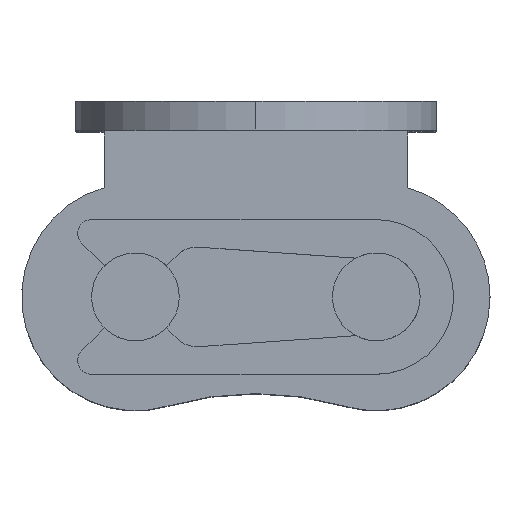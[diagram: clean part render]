
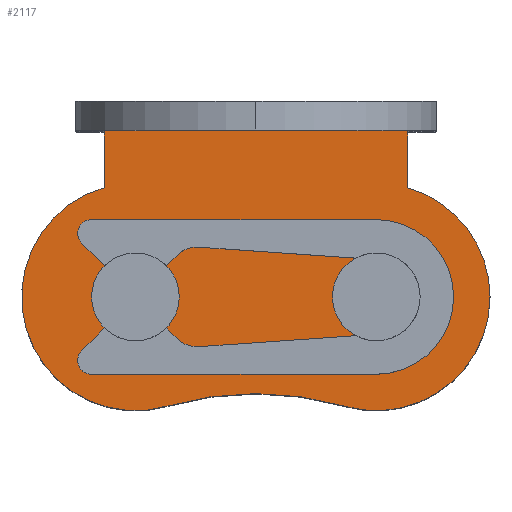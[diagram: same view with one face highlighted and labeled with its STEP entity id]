
A CAD part, top view. The second image highlights one B-rep face of the part: STEP entity #2117.
In plain terms, the highlighted planar face has unit normal (0, 0, 1).
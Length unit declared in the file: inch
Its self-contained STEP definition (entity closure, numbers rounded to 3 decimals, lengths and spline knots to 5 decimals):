
#1 = EDGE_CURVE ( 'NONE', #603, #2268, #1075, .T. ) ;
#11 = DIRECTION ( 'NONE',  ( 1., 0., 0. ) ) ;
#16 = CIRCLE ( 'NONE', #1916, 0.03868 ) ;
#22 = CARTESIAN_POINT ( 'NONE',  ( 0.08632, 0., 0.1245 ) ) ;
#67 = CARTESIAN_POINT ( 'NONE',  ( 0.3125, -0.21627, 0.1245 ) ) ;
#71 = ORIENTED_EDGE ( 'NONE', *, *, #1761, .F. ) ;
#73 = VERTEX_POINT ( 'NONE', #922 ) ;
#93 = ORIENTED_EDGE ( 'NONE', *, *, #1109, .F. ) ;
#113 = CARTESIAN_POINT ( 'NONE',  ( 0.25, -0.43253, 0.1245 ) ) ;
#192 = DIRECTION ( 'NONE',  ( 0., 0., 1. ) ) ;
#207 = DIRECTION ( 'NONE',  ( 0., 0., 1. ) ) ;
#221 = DIRECTION ( 'NONE',  ( 0., 1., 0. ) ) ;
#309 = DIRECTION ( 'NONE',  ( -1., 0., 0. ) ) ;
#329 = DIRECTION ( 'NONE',  ( 0., 0., -1. ) ) ;
#356 = VECTOR ( 'NONE', #221, 39.37008 ) ;
#378 = DIRECTION ( 'NONE',  ( 0., 0., 1. ) ) ;
#410 = DIRECTION ( 'NONE',  ( 0., 0., 1. ) ) ;
#435 = VERTEX_POINT ( 'NONE', #455 ) ;
#446 = FACE_BOUND ( 'NONE', #1524, .T. ) ;
#451 = CARTESIAN_POINT ( 'NONE',  ( 0.375, 0., 0.1245 ) ) ;
#455 = CARTESIAN_POINT ( 'NONE',  ( 0.41367, 0., 0.1245 ) ) ;
#462 = CARTESIAN_POINT ( 'NONE',  ( 0.375, 0., 0.1245 ) ) ;
#476 = EDGE_LOOP ( 'NONE', ( #1938, #71 ) ) ;
#484 = CARTESIAN_POINT ( 'NONE',  ( 0.40748, -19685.03937, 0.1245 ) ) ;
#501 = CARTESIAN_POINT ( 'NONE',  ( 0.40748, 0.11344, 0.1245 ) ) ;
#505 = CARTESIAN_POINT ( 'NONE',  ( 0.34224, -0.11336, 0.1245 ) ) ;
#520 = AXIS2_PLACEMENT_3D ( 'NONE', #67, #1152, #1660 ) ;
#538 = DIRECTION ( 'NONE',  ( 1., 0., 0. ) ) ;
#602 = VERTEX_POINT ( 'NONE', #501 ) ;
#603 = VERTEX_POINT ( 'NONE', #1718 ) ;
#620 = CIRCLE ( 'NONE', #1582, 0.118 ) ;
#667 = CIRCLE ( 'NONE', #816, 0.03867 ) ;
#670 = DIRECTION ( 'NONE',  ( 0., 1., 0. ) ) ;
#693 = CIRCLE ( 'NONE', #1877, 0.118 ) ;
#710 = EDGE_CURVE ( 'NONE', #603, #1755, #693, .T. ) ;
#717 = CARTESIAN_POINT ( 'NONE',  ( 0.33632, 0., 0.1245 ) ) ;
#767 = ORIENTED_EDGE ( 'NONE', *, *, #1940, .T. ) ;
#816 = AXIS2_PLACEMENT_3D ( 'NONE', #451, #1158, #1525 ) ;
#826 = ORIENTED_EDGE ( 'NONE', *, *, #2237, .T. ) ;
#827 = DIRECTION ( 'NONE',  ( 1., 0., 0. ) ) ;
#864 = LINE ( 'NONE', #484, #1805 ) ;
#883 = AXIS2_PLACEMENT_3D ( 'NONE', #462, #1170, #827 ) ;
#889 = DIRECTION ( 'NONE',  ( 1., 0., 0. ) ) ;
#908 = DIRECTION ( 'NONE',  ( -1., 0., 0. ) ) ;
#919 = CARTESIAN_POINT ( 'NONE',  ( 0.375, 0., 0.1245 ) ) ;
#922 = CARTESIAN_POINT ( 'NONE',  ( 0.40748, 0.1723, 0.1245 ) ) ;
#937 = VERTEX_POINT ( 'NONE', #717 ) ;
#940 = PLANE ( 'NONE',  #520 ) ;
#945 = ORIENTED_EDGE ( 'NONE', *, *, #2265, .T. ) ;
#954 = EDGE_CURVE ( 'NONE', #1822, #1665, #1367, .T. ) ;
#961 = AXIS2_PLACEMENT_3D ( 'NONE', #113, #329, #309 ) ;
#988 = EDGE_CURVE ( 'NONE', #1852, #1336, #620, .T. ) ;
#1003 = ORIENTED_EDGE ( 'NONE', *, *, #1835, .T. ) ;
#1015 = ORIENTED_EDGE ( 'NONE', *, *, #954, .F. ) ;
#1019 = ORIENTED_EDGE ( 'NONE', *, *, #710, .T. ) ;
#1029 = CARTESIAN_POINT ( 'NONE',  ( 0.125, 0., 0.1245 ) ) ;
#1075 = LINE ( 'NONE', #1438, #356 ) ;
#1109 = EDGE_CURVE ( 'NONE', #1665, #1822, #16, .T. ) ;
#1146 = CIRCLE ( 'NONE', #961, 0.33223 ) ;
#1152 = DIRECTION ( 'NONE',  ( 0., 0., 1. ) ) ;
#1158 = DIRECTION ( 'NONE',  ( 0., 0., 1. ) ) ;
#1159 = DIRECTION ( 'NONE',  ( 0., 0., 1. ) ) ;
#1170 = DIRECTION ( 'NONE',  ( 0., 0., 1. ) ) ;
#1184 = VECTOR ( 'NONE', #908, 39.37008 ) ;
#1250 = LINE ( 'NONE', #1437, #1184 ) ;
#1311 = EDGE_LOOP ( 'NONE', ( #945, #1508, #1003, #826, #767, #1371, #1019 ) ) ;
#1336 = VERTEX_POINT ( 'NONE', #1383 ) ;
#1350 = CARTESIAN_POINT ( 'NONE',  ( 0.16367, 0., 0.1245 ) ) ;
#1367 = CIRCLE ( 'NONE', #1615, 0.03868 ) ;
#1371 = ORIENTED_EDGE ( 'NONE', *, *, #1, .F. ) ;
#1383 = CARTESIAN_POINT ( 'NONE',  ( 0.493, 0., 0.1245 ) ) ;
#1407 = CIRCLE ( 'NONE', #883, 0.118 ) ;
#1437 = CARTESIAN_POINT ( 'NONE',  ( 0.40748, 0.1723, 0.1245 ) ) ;
#1438 = CARTESIAN_POINT ( 'NONE',  ( 0.09252, -19685.03937, 0.1245 ) ) ;
#1508 = ORIENTED_EDGE ( 'NONE', *, *, #988, .T. ) ;
#1524 = EDGE_LOOP ( 'NONE', ( #93, #1015 ) ) ;
#1525 = DIRECTION ( 'NONE',  ( 1., 0., 0. ) ) ;
#1582 = AXIS2_PLACEMENT_3D ( 'NONE', #919, #410, #538 ) ;
#1615 = AXIS2_PLACEMENT_3D ( 'NONE', #1775, #207, #2134 ) ;
#1660 = DIRECTION ( 'NONE',  ( -1., 0., 0. ) ) ;
#1665 = VERTEX_POINT ( 'NONE', #22 ) ;
#1715 = DIRECTION ( 'NONE',  ( 1., 0., 0. ) ) ;
#1718 = CARTESIAN_POINT ( 'NONE',  ( 0.09252, 0.11344, 0.1245 ) ) ;
#1750 = CARTESIAN_POINT ( 'NONE',  ( 0.125, 0., 0.1245 ) ) ;
#1755 = VERTEX_POINT ( 'NONE', #2027 ) ;
#1761 = EDGE_CURVE ( 'NONE', #435, #937, #667, .T. ) ;
#1775 = CARTESIAN_POINT ( 'NONE',  ( 0.125, 0., 0.1245 ) ) ;
#1803 = CIRCLE ( 'NONE', #1846, 0.03867 ) ;
#1805 = VECTOR ( 'NONE', #670, 39.37008 ) ;
#1818 = FACE_OUTER_BOUND ( 'NONE', #1311, .T. ) ;
#1822 = VERTEX_POINT ( 'NONE', #1350 ) ;
#1835 = EDGE_CURVE ( 'NONE', #1336, #602, #1407, .T. ) ;
#1846 = AXIS2_PLACEMENT_3D ( 'NONE', #1968, #378, #889 ) ;
#1852 = VERTEX_POINT ( 'NONE', #505 ) ;
#1877 = AXIS2_PLACEMENT_3D ( 'NONE', #1029, #1159, #1715 ) ;
#1916 = AXIS2_PLACEMENT_3D ( 'NONE', #1750, #192, #11 ) ;
#1936 = EDGE_CURVE ( 'NONE', #937, #435, #1803, .T. ) ;
#1938 = ORIENTED_EDGE ( 'NONE', *, *, #1936, .F. ) ;
#1940 = EDGE_CURVE ( 'NONE', #73, #2268, #1250, .T. ) ;
#1968 = CARTESIAN_POINT ( 'NONE',  ( 0.375, 0., 0.1245 ) ) ;
#2027 = CARTESIAN_POINT ( 'NONE',  ( 0.15776, -0.11336, 0.1245 ) ) ;
#2032 = FACE_BOUND ( 'NONE', #476, .T. ) ;
#2078 = CARTESIAN_POINT ( 'NONE',  ( 0.09252, 0.1723, 0.1245 ) ) ;
#2117 = ADVANCED_FACE ( 'NONE', ( #1818, #2032, #446 ), #940, .T. ) ;
#2134 = DIRECTION ( 'NONE',  ( 1., 0., 0. ) ) ;
#2237 = EDGE_CURVE ( 'NONE', #602, #73, #864, .T. ) ;
#2265 = EDGE_CURVE ( 'NONE', #1755, #1852, #1146, .T. ) ;
#2268 = VERTEX_POINT ( 'NONE', #2078 ) ;
